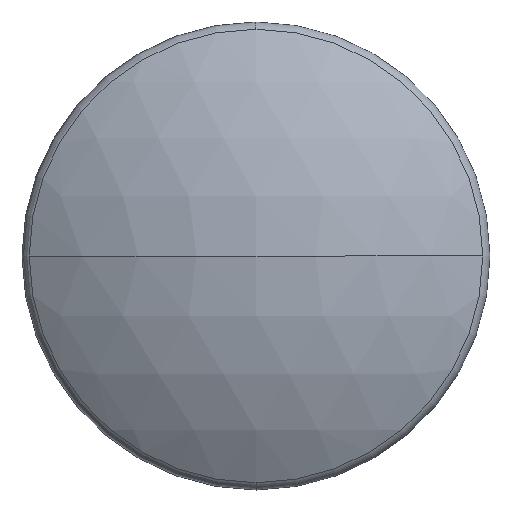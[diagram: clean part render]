
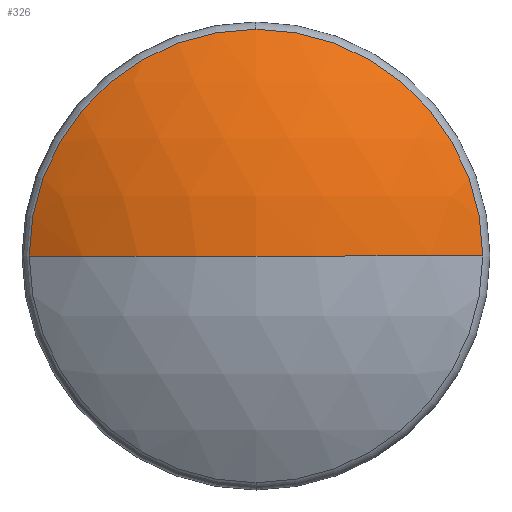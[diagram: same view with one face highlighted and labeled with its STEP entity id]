
A CAD part, left-side view. The second image highlights one B-rep face of the part: STEP entity #326.
In plain terms, the highlighted spherical face has radius 6.921 mm.
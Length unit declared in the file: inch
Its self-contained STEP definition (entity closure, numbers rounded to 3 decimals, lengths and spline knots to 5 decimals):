
#66 = VERTEX_POINT ( 'NONE', #504 ) ;
#77 = CIRCLE ( 'NONE', #460, 0.2725 ) ;
#84 = CIRCLE ( 'NONE', #459, 0.2725 ) ;
#102 = ORIENTED_EDGE ( 'NONE', *, *, #395, .F. ) ;
#109 = ORIENTED_EDGE ( 'NONE', *, *, #394, .F. ) ;
#116 = ORIENTED_EDGE ( 'NONE', *, *, #393, .T. ) ;
#126 = CIRCLE ( 'NONE', #461, 0.14533 ) ;
#133 = CIRCLE ( 'NONE', #462, 0.14533 ) ;
#144 = ORIENTED_EDGE ( 'NONE', *, *, #392, .F. ) ;
#181 = SPHERICAL_SURFACE ( 'NONE', #444, 0.2725 ) ;
#202 = FACE_OUTER_BOUND ( 'NONE', #242, .T. ) ;
#242 = EDGE_LOOP ( 'NONE', ( #144, #116, #109, #102 ) ) ;
#269 = VERTEX_POINT ( 'NONE', #334 ) ;
#289 = VERTEX_POINT ( 'NONE', #337 ) ;
#295 = VERTEX_POINT ( 'NONE', #375 ) ;
#326 = ADVANCED_FACE ( 'NONE', ( #202 ), #181, .T. ) ;
#334 = CARTESIAN_POINT ( 'NONE',  ( -0.13, 0.3, 0. ) ) ;
#337 = CARTESIAN_POINT ( 'NONE',  ( -0.08801, 0.44533, 0. ) ) ;
#375 = CARTESIAN_POINT ( 'NONE',  ( -0.08801, 0.3, 0.14533 ) ) ;
#392 = EDGE_CURVE ( 'NONE', #269, #289, #84, .T. ) ;
#393 = EDGE_CURVE ( 'NONE', #269, #66, #77, .T. ) ;
#394 = EDGE_CURVE ( 'NONE', #295, #66, #126, .T. ) ;
#395 = EDGE_CURVE ( 'NONE', #289, #295, #133, .T. ) ;
#444 = AXIS2_PLACEMENT_3D ( 'NONE', #543, #536, #545 ) ;
#459 = AXIS2_PLACEMENT_3D ( 'NONE', #583, #584, #585 ) ;
#460 = AXIS2_PLACEMENT_3D ( 'NONE', #586, #587, #588 ) ;
#461 = AXIS2_PLACEMENT_3D ( 'NONE', #589, #590, #591 ) ;
#462 = AXIS2_PLACEMENT_3D ( 'NONE', #592, #593, #594 ) ;
#504 = CARTESIAN_POINT ( 'NONE',  ( -0.08801, 0.15467, 0. ) ) ;
#536 = DIRECTION ( 'NONE',  ( 0., 0., 1. ) ) ;
#543 = CARTESIAN_POINT ( 'NONE',  ( 0.1425, 0.3, 0. ) ) ;
#545 = DIRECTION ( 'NONE',  ( 0., 1., 0. ) ) ;
#583 = CARTESIAN_POINT ( 'NONE',  ( 0.1425, 0.3, 0. ) ) ;
#584 = DIRECTION ( 'NONE',  ( 0., 0., -1. ) ) ;
#585 = DIRECTION ( 'NONE',  ( -1., 0., 0. ) ) ;
#586 = CARTESIAN_POINT ( 'NONE',  ( 0.1425, 0.3, 0. ) ) ;
#587 = DIRECTION ( 'NONE',  ( 0., 0., 1. ) ) ;
#588 = DIRECTION ( 'NONE',  ( 0., -1., 0. ) ) ;
#589 = CARTESIAN_POINT ( 'NONE',  ( -0.08801, 0.3, 0. ) ) ;
#590 = DIRECTION ( 'NONE',  ( 1., 0., 0. ) ) ;
#591 = DIRECTION ( 'NONE',  ( 0., 0., -1. ) ) ;
#592 = CARTESIAN_POINT ( 'NONE',  ( -0.08801, 0.3, 0. ) ) ;
#593 = DIRECTION ( 'NONE',  ( 1., 0., 0. ) ) ;
#594 = DIRECTION ( 'NONE',  ( 0., 0., -1. ) ) ;
